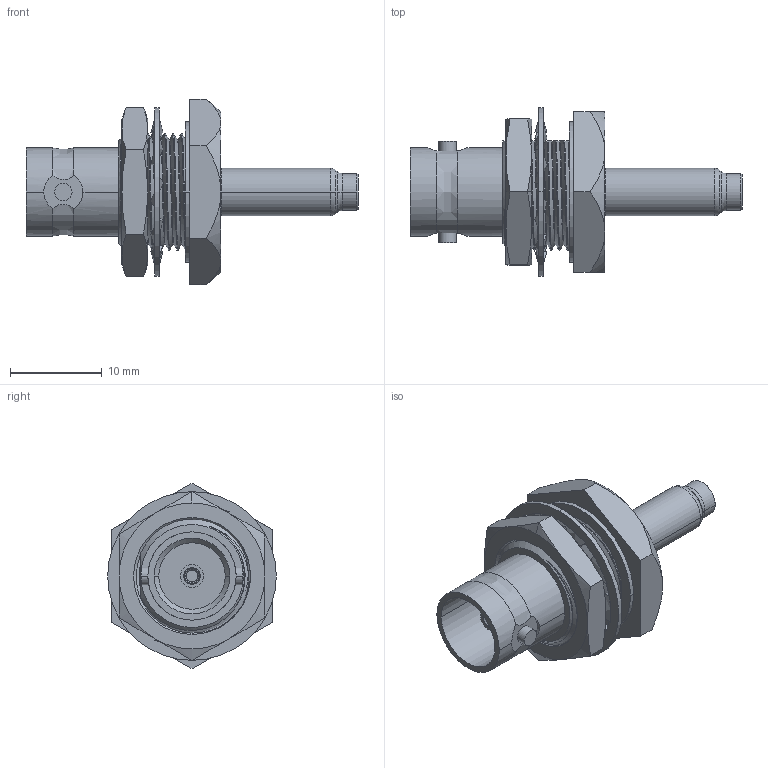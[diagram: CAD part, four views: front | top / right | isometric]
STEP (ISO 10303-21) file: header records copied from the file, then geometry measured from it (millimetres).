
FILE_DESCRIPTION (( 'STEP AP203' ), '1' );
FILE_NAME ('PE4640.step', '2019-06-28T22:22:30', ( '' ), ( '' ), 'SwSTEP 2.0', 'SolidWorks 2018', '' );
FILE_SCHEMA (( 'CONFIG_CONTROL_DESIGN' ));
Length unit declared in the file: inch
Products named in the file (1): PE4640
Bounding box: 36.12 x 18.34 x 20.16 mm (x, y, z)
Volume: 2497.2 mm3; surface area: 3316 mm2
Topology: 5 solids, 5 shells, 255 faces, 700 edges, 464 vertices
Faces by surface type: bspline 80, cylinder 74, plane 62, cone 39
Entity records: 18269 total; most frequent: CARTESIAN_POINT 12552, ORIENTED_EDGE 1400, DIRECTION 895, EDGE_CURVE 700, VERTEX_POINT 464, AXIS2_PLACEMENT_3D 355, EDGE_LOOP 272, ADVANCED_FACE 255
